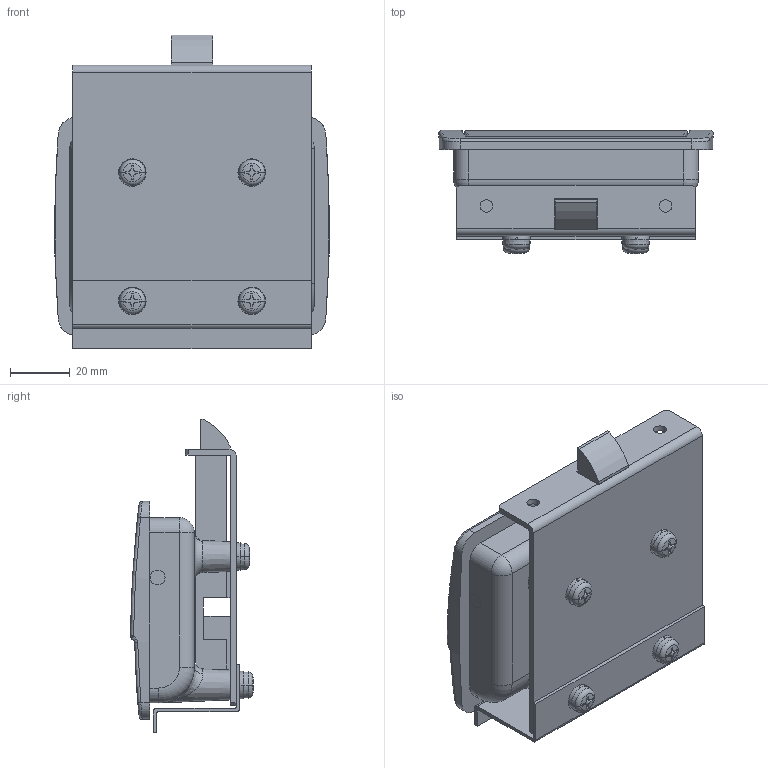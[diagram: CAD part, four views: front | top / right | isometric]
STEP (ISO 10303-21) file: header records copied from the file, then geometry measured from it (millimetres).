
FILE_DESCRIPTION (( 'STEP AP203' ), '1' );
FILE_NAME ('sone3D.STEP', '2014-01-27T06:17:06', ( '' ), ( '' ), 'SwSTEP 2.0', 'SolidWorks 2012', '' );
FILE_SCHEMA (( 'CONFIG_CONTROL_DESIGN' ));
Length unit declared in the file: millimetre
Products named in the file (6): sone3D; AP-151R-2-2僗儔僀僟乕_; AP-151R-2-2-M5_; AP-151R-2-2僾儗乕僩_; AP-151R-2-2儗僶乕_; AP-151R-2-2働乕僔儞僌_
Assembly tree (8 placements, depth 2):
  sone3D
    AP-151R-2-2働乕僔儞僌_
    AP-151R-2-2儗僶乕_
    AP-151R-2-2僾儗乕僩_
    AP-151R-2-2-M5_  x4
    AP-151R-2-2僗儔僀僟乕_
Bounding box: 91.85 x 41.2 x 105 mm (x, y, z)
Volume: 80432.2 mm3; surface area: 62829 mm2
Topology: 9 solids, 9 shells, 388 faces, 987 edges, 614 vertices
Faces by surface type: plane 158, cylinder 128, bspline 38, cone 32, torus 26, sphere 6
Entity records: 11237 total; most frequent: CARTESIAN_POINT 4105, ORIENTED_EDGE 1378, DIRECTION 1297, EDGE_CURVE 689, AXIS2_PLACEMENT_3D 480, VERTEX_POINT 432, LINE 337, VECTOR 337
